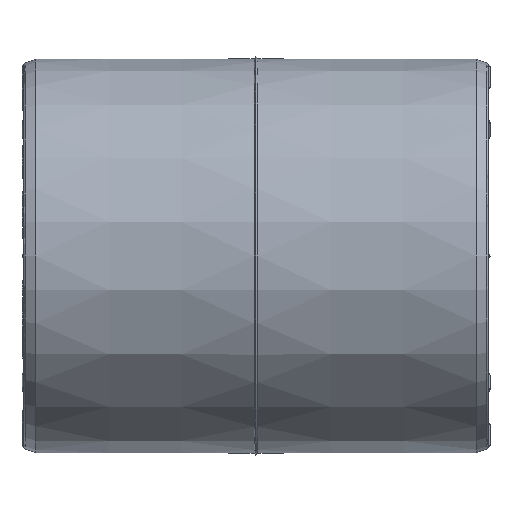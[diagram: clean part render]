
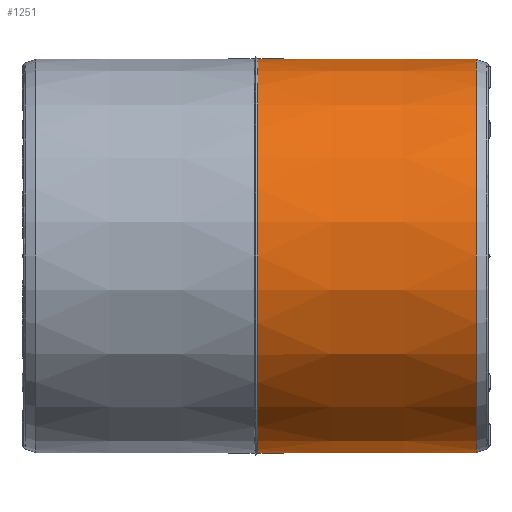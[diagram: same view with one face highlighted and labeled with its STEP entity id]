
A CAD part, left-side view. The second image highlights one B-rep face of the part: STEP entity #1251.
In plain terms, the highlighted conical face has half-angle 0.098 degrees and reference radius 25.103 mm.
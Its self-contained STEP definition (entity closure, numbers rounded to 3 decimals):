
#112=CONICAL_SURFACE('',#21170,25.103,0.098);
#1251=ADVANCED_FACE('',(#5800,#5801),#112,.T.);
#5686=CIRCLE('',#21168,25.151);
#5687=CIRCLE('',#21169,25.103);
#5800=FACE_BOUND('',#5909,.T.);
#5801=FACE_BOUND('',#5910,.T.);
#5909=EDGE_LOOP('',(#7942));
#5910=EDGE_LOOP('',(#7943));
#7942=ORIENTED_EDGE('',*,*,#16627,.F.);
#7943=ORIENTED_EDGE('',*,*,#16628,.T.);
#14440=VERTEX_POINT('',#31040);
#14441=VERTEX_POINT('',#31042);
#16627=EDGE_CURVE('',#14440,#14440,#5686,.T.);
#16628=EDGE_CURVE('',#14441,#14441,#5687,.T.);
#21168=AXIS2_PLACEMENT_3D('',#31039,#22633,#22634);
#21169=AXIS2_PLACEMENT_3D('',#31041,#22635,#22636);
#21170=AXIS2_PLACEMENT_3D('',#31043,#22637,#22638);
#22633=DIRECTION('',(0.,1.,0.));
#22634=DIRECTION('',(0.,0.,-1.));
#22635=DIRECTION('',(0.,1.,0.));
#22636=DIRECTION('',(0.,0.,-1.));
#22637=DIRECTION('',(0.,1.,0.));
#22638=DIRECTION('',(0.,0.,1.));
#31039=CARTESIAN_POINT('',(9538.274,2615.395,0.));
#31040=CARTESIAN_POINT('',(9538.274,2615.395,-25.151));
#31041=CARTESIAN_POINT('',(9538.274,2587.534,0.));
#31042=CARTESIAN_POINT('',(9538.274,2587.534,-25.103));
#31043=CARTESIAN_POINT('',(9538.274,2587.534,0.));
